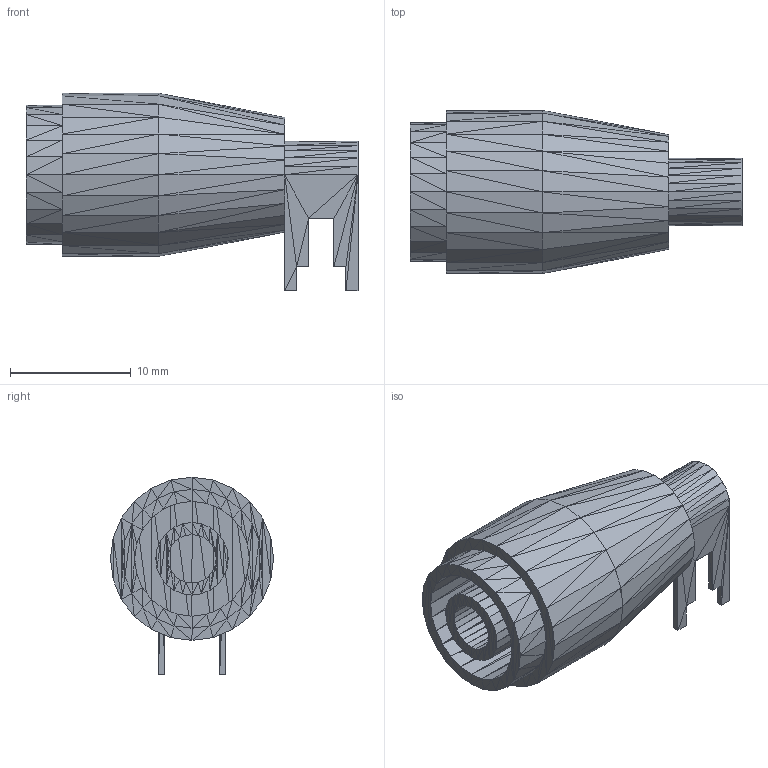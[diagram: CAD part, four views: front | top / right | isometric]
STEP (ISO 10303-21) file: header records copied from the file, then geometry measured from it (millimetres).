
FILE_DESCRIPTION(('FreeCAD Model'),'2;1');
FILE_NAME('Banana PCB.step','2016-06-27T14:28:42',(''),(''), 'Open CASCADE STEP processor 6.8','FreeCAD','Unknown');
FILE_SCHEMA(('AUTOMOTIVE_DESIGN_CC2 { 1 2 10303 214 -1 1 5 4 }'));
Length unit declared in the file: millimetre
Products named in the file (2): ASSEMBLY; Banana_PCB001_(Solid)
Assembly tree (1 placements, depth 2):
  ASSEMBLY
    Banana_PCB001_(Solid)
Bounding box: 27.48 x 13.5 x 16.35 mm (x, y, z)
Surface area: 2615 mm2 (no closed solid volume)
Topology: 0 solids, 1 shells, 726 faces, 1103 edges, 368 vertices
Faces by surface type: plane 726
Entity records: 27420 total; most frequent: CARTESIAN_POINT 5444, DIRECTION 3678, LINE 2222, VECTOR 2222, ORIENTED_EDGE 2182, PCURVE 2182, DEFINITIONAL_REPRESENTATION 2182, EDGE_CURVE 1103
